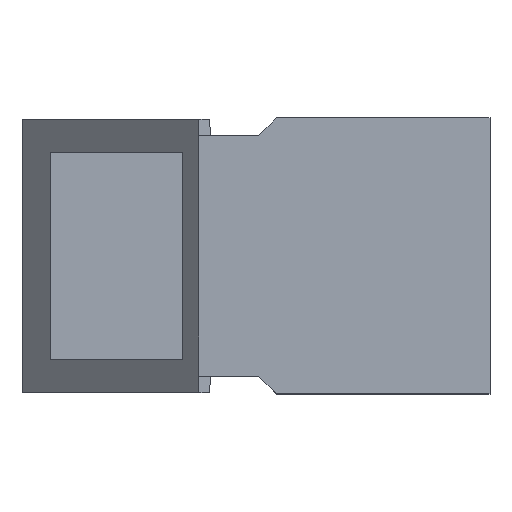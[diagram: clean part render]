
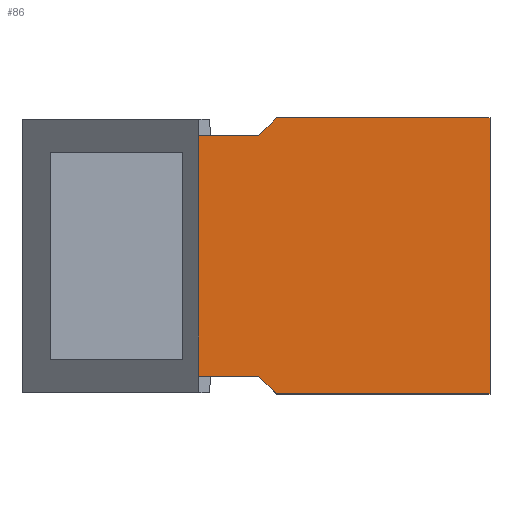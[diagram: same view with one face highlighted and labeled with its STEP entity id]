
A CAD part, top view. The second image highlights one B-rep face of the part: STEP entity #86.
In plain terms, the highlighted planar face has unit normal (0, 0, 1).
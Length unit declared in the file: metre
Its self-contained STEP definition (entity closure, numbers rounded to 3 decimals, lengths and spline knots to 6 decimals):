
#86 = ADVANCED_FACE( '', ( #181 ), #182, .F. );
#181 = FACE_OUTER_BOUND( '', #281, .T. );
#182 = PLANE( '', #282 );
#281 = EDGE_LOOP( '', ( #464, #465, #466, #467, #468, #469, #470, #471 ) );
#282 = AXIS2_PLACEMENT_3D( '', #472, #473, #474 );
#464 = ORIENTED_EDGE( '', *, *, #611, .F. );
#465 = ORIENTED_EDGE( '', *, *, #662, .T. );
#466 = ORIENTED_EDGE( '', *, *, #605, .F. );
#467 = ORIENTED_EDGE( '', *, *, #660, .T. );
#468 = ORIENTED_EDGE( '', *, *, #635, .T. );
#469 = ORIENTED_EDGE( '', *, *, #663, .F. );
#470 = ORIENTED_EDGE( '', *, *, #652, .T. );
#471 = ORIENTED_EDGE( '', *, *, #664, .F. );
#472 = CARTESIAN_POINT( '', ( -0.00254, 0.007264, 0.015926 ) );
#473 = DIRECTION( '', ( 0., 0., -1. ) );
#474 = DIRECTION( '', ( -1., 0., 0. ) );
#605 = EDGE_CURVE( '', #718, #719, #720, .T. );
#611 = EDGE_CURVE( '', #728, #730, #731, .T. );
#635 = EDGE_CURVE( '', #764, #768, #770, .T. );
#652 = EDGE_CURVE( '', #793, #794, #795, .T. );
#660 = EDGE_CURVE( '', #718, #764, #804, .T. );
#662 = EDGE_CURVE( '', #728, #719, #806, .T. );
#663 = EDGE_CURVE( '', #793, #768, #807, .T. );
#664 = EDGE_CURVE( '', #730, #794, #808, .T. );
#718 = VERTEX_POINT( '', #878 );
#719 = VERTEX_POINT( '', #879 );
#720 = LINE( '', #880, #881 );
#728 = VERTEX_POINT( '', #892 );
#730 = VERTEX_POINT( '', #895 );
#731 = LINE( '', #896, #897 );
#764 = VERTEX_POINT( '', #946 );
#768 = VERTEX_POINT( '', #952 );
#770 = LINE( '', #955, #956 );
#793 = VERTEX_POINT( '', #990 );
#794 = VERTEX_POINT( '', #991 );
#795 = LINE( '', #992, #993 );
#804 = LINE( '', #1007, #1008 );
#806 = LINE( '', #1010, #1011 );
#807 = LINE( '', #1012, #1013 );
#808 = LINE( '', #1014, #1015 );
#878 = CARTESIAN_POINT( '', ( 0.047879, -0.026619, 0.015926 ) );
#879 = CARTESIAN_POINT( '', ( 0.04445, -0.02319, 0.015926 ) );
#880 = CARTESIAN_POINT( '', ( 0.047879, -0.026619, 0.015926 ) );
#881 = VECTOR( '', #1075, 1. );
#892 = CARTESIAN_POINT( '', ( 0.032913, -0.02319, 0.015926 ) );
#895 = CARTESIAN_POINT( '', ( 0.032913, 0.02319, 0.015926 ) );
#896 = CARTESIAN_POINT( '', ( 0.032913, 0.007264, 0.015926 ) );
#897 = VECTOR( '', #1080, 1. );
#946 = CARTESIAN_POINT( '', ( 0.089078, -0.026619, 0.015926 ) );
#952 = CARTESIAN_POINT( '', ( 0.089078, 0.026619, 0.015926 ) );
#955 = CARTESIAN_POINT( '', ( 0.089078, 0.007264, 0.015926 ) );
#956 = VECTOR( '', #1100, 1. );
#990 = CARTESIAN_POINT( '', ( 0.047879, 0.026619, 0.015926 ) );
#991 = CARTESIAN_POINT( '', ( 0.04445, 0.02319, 0.015926 ) );
#992 = CARTESIAN_POINT( '', ( 0.047879, 0.026619, 0.015926 ) );
#993 = VECTOR( '', #1112, 1. );
#1007 = CARTESIAN_POINT( '', ( 0.04445, -0.026619, 0.015926 ) );
#1008 = VECTOR( '', #1118, 1. );
#1010 = CARTESIAN_POINT( '', ( -0.00254, -0.02319, 0.015926 ) );
#1011 = VECTOR( '', #1119, 1. );
#1012 = CARTESIAN_POINT( '', ( 0.04445, 0.026619, 0.015926 ) );
#1013 = VECTOR( '', #1120, 1. );
#1014 = CARTESIAN_POINT( '', ( -0.00254, 0.02319, 0.015926 ) );
#1015 = VECTOR( '', #1121, 1. );
#1075 = DIRECTION( '', ( -0.707, 0.707, 0. ) );
#1080 = DIRECTION( '', ( 0., 1., 0. ) );
#1100 = DIRECTION( '', ( 0., 1., 0. ) );
#1112 = DIRECTION( '', ( -0.707, -0.707, 0. ) );
#1118 = DIRECTION( '', ( 1., 0., 0. ) );
#1119 = DIRECTION( '', ( 1., 0., 0. ) );
#1120 = DIRECTION( '', ( 1., 0., 0. ) );
#1121 = DIRECTION( '', ( 1., 0., 0. ) );
